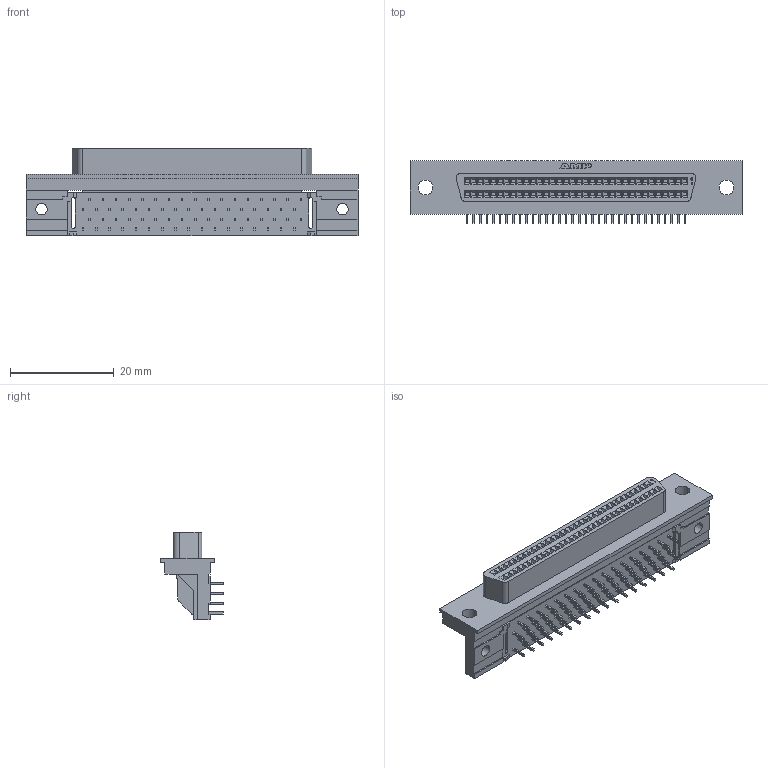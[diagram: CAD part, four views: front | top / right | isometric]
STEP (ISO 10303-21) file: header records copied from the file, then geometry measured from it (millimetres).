
FILE_DESCRIPTION((''),'2;1');
FILE_NAME('C-5787169-7','2009-01-15T',('workeradm'),('Tyco Electronics Corporation'),'PRO/ENGINEER BY PARAMETRIC TECHNOLOGY CORPORATION, 2005450','PRO/ENGINEER BY PARAMETRIC TECHNOLOGY CORPORATION, 2005450','');
FILE_SCHEMA(('CONFIG_CONTROL_DESIGN', 'GEOMETRIC_VALIDATION_PROPERTIES_MIM'));
Length unit declared in the file: millimetre
Products named in the file (1): C-5787169-7
Bounding box: 63.88 x 12.04 x 16.76 mm (x, y, z)
Volume: 5192.7 mm3; surface area: 4129.5 mm2
Topology: 1 solids, 1 shells, 825 faces, 2051 edges, 1366 vertices
Faces by surface type: plane 804, cylinder 19, extrusion 2
Entity records: 24202 total; most frequent: CARTESIAN_POINT 4283, ORIENTED_EDGE 4102, DIRECTION 3733, EDGE_CURVE 2051, VECTOR 2007, LINE 2005, VERTEX_POINT 1366, EDGE_LOOP 979
